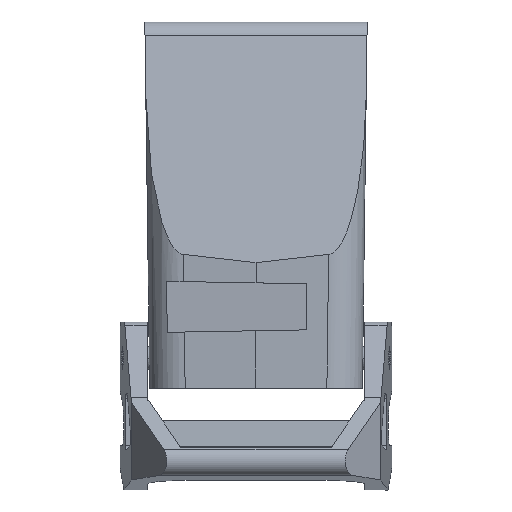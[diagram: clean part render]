
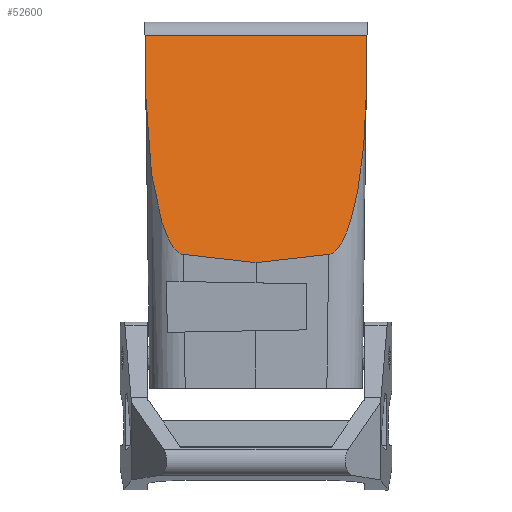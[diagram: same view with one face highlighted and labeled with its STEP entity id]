
A CAD part, front view. The second image highlights one B-rep face of the part: STEP entity #52600.
In plain terms, the highlighted face is planar.
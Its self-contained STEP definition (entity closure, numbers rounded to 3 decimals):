
#2670=CARTESIAN_POINT('',(-34.86,-115.91,
23.201));
#2680=VERTEX_POINT('',#2670);
#2710=CARTESIAN_POINT('',(-23.933,-163.169,
23.828));
#2720=DIRECTION('',(0.225,-0.974,
0.013));
#2730=VECTOR('',#2720,1.);
#2740=LINE('',#2710,#2730);
#2750=CARTESIAN_POINT('',(-37.794,-103.224,
23.033));
#2760=VERTEX_POINT('',#2750);
#2770=EDGE_CURVE('',#2760,#2680,#2740,.T.);
#34680=CARTESIAN_POINT('',(-45.694,-69.056,
0.337));
#34690=VERTEX_POINT('',#34680);
#34720=CARTESIAN_POINT('',(-45.694,-69.055,
0.338));
#34730=DIRECTION('',(-0.026,0.112,
0.993));
#34740=VECTOR('',#34730,1.);
#34750=LINE('',#34720,#34740);
#34760=CARTESIAN_POINT('',(-45.303,-70.75,
-14.624));
#34770=VERTEX_POINT('',#34760);
#34780=EDGE_CURVE('',#34770,#34690,#34750,.T.);
#43600=CARTESIAN_POINT('',(-45.303,-70.75,
15.298));
#43610=VERTEX_POINT('',#43600);
#43640=CARTESIAN_POINT('',(-45.694,-69.056,
0.338));
#43650=DIRECTION('',(-0.026,0.112,
-0.993));
#43660=VECTOR('',#43650,1.);
#43670=LINE('',#43640,#43660);
#43680=EDGE_CURVE('',#43610,#34690,#43670,.T.);
#52200=CARTESIAN_POINT('',(-34.59,-117.081,
23.524));
#52210=DIRECTION('',(-0.974,-0.225,
0.));
#52220=DIRECTION('',(-0.225,0.974,
0.));
#52230=AXIS2_PLACEMENT_3D('',#52200,#52210,#52220);
#52240=PLANE('',#52230);
#52250=CARTESIAN_POINT('',(-34.86,-115.91,
22.42));
#52260=DIRECTION('',(0.,0.,-1.));
#52270=VECTOR('',#52260,1.);
#52280=LINE('',#52250,#52270);
#52290=CARTESIAN_POINT('',(-34.86,-115.91,
-22.527));
#52300=VERTEX_POINT('',#52290);
#52310=EDGE_CURVE('',#2680,#52300,#52280,.T.);
#52320=ORIENTED_EDGE('',*,*,#52310,.F.);
#52330=CARTESIAN_POINT('',(-23.933,-163.169,
-23.154));
#52340=DIRECTION('',(0.225,-0.974,
-0.013));
#52350=VECTOR('',#52340,1.);
#52360=LINE('',#52330,#52350);
#52370=CARTESIAN_POINT('',(-37.794,-103.224,
-22.359));
#52380=VERTEX_POINT('',#52370);
#52390=EDGE_CURVE('',#52380,#52300,#52360,.T.);
#52400=ORIENTED_EDGE('',*,*,#52390,.T.);
#52410=CARTESIAN_POINT('',(-37.794,-103.223,
-14.859));
#52420=DIRECTION('',(-0.974,-0.225,
0.));
#52430=DIRECTION('',(-0.225,0.974,
0.014));
#52440=AXIS2_PLACEMENT_3D('',#52410,#52420,#52430);
#52450=ELLIPSE('',#52440,33.345,7.5);
#52460=EDGE_CURVE('',#34770,#52380,#52450,.T.);
#52470=ORIENTED_EDGE('',*,*,#52460,.T.);
#52480=ORIENTED_EDGE('',*,*,#34780,.F.);
#52490=ORIENTED_EDGE('',*,*,#43680,.T.);
#52500=CARTESIAN_POINT('',(-37.794,-103.223,
15.532));
#52510=DIRECTION('',(-0.974,-0.225,
0.));
#52520=DIRECTION('',(-0.225,0.974,
-0.014));
#52530=AXIS2_PLACEMENT_3D('',#52500,#52510,#52520);
#52540=ELLIPSE('',#52530,33.345,7.5);
#52550=EDGE_CURVE('',#2760,#43610,#52540,.T.);
#52560=ORIENTED_EDGE('',*,*,#52550,.T.);
#52570=ORIENTED_EDGE('',*,*,#2770,.F.);
#52580=EDGE_LOOP('',(#52570,#52560,#52490,#52480,#52470,#52400,#52320));
#52590=FACE_OUTER_BOUND('',#52580,.T.);
#52600=ADVANCED_FACE('',(#52590),#52240,.T.);
